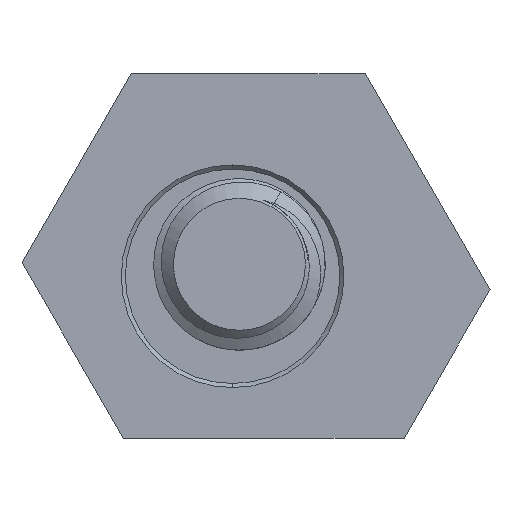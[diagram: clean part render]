
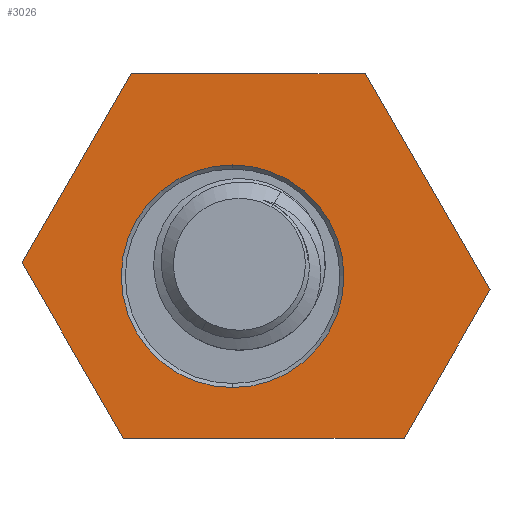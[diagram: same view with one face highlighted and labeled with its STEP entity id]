
A CAD part, front view. The second image highlights one B-rep face of the part: STEP entity #3026.
In plain terms, the highlighted planar face has unit normal (0, -1, 0).
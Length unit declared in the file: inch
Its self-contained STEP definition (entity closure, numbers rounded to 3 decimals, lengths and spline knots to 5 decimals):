
#27 = ORIENTED_EDGE ( 'NONE', *, *, #466, .F. ) ;
#466 = EDGE_CURVE ( 'NONE', #8228, #4796, #5052, .T. ) ;
#490 = VECTOR ( 'NONE', #7564, 39.37008 ) ;
#826 = VECTOR ( 'NONE', #5032, 39.37008 ) ;
#1032 = CARTESIAN_POINT ( 'NONE',  ( -0.61372, 0., 0.03937 ) ) ;
#1081 = VERTEX_POINT ( 'NONE', #5694 ) ;
#1483 = ORIENTED_EDGE ( 'NONE', *, *, #8814, .F. ) ;
#1602 = CARTESIAN_POINT ( 'NONE',  ( 0.38642, 0., 0.59055 ) ) ;
#1668 = DIRECTION ( 'NONE',  ( 0.5, 0., -0.866 ) ) ;
#1695 = LINE ( 'NONE', #3677, #3802 ) ;
#1698 = VERTEX_POINT ( 'NONE', #8840 ) ;
#1749 = DIRECTION ( 'NONE',  ( 0., 0., -1. ) ) ;
#1833 = ORIENTED_EDGE ( 'NONE', *, *, #1959, .F. ) ;
#1836 = EDGE_CURVE ( 'NONE', #5179, #3643, #7471, .T. ) ;
#1854 = CARTESIAN_POINT ( 'NONE',  ( 0.7501, 0., -0.03937 ) ) ;
#1921 = CARTESIAN_POINT ( 'NONE',  ( 0., 0., 0. ) ) ;
#1959 = EDGE_CURVE ( 'NONE', #5718, #8228, #8720, .T. ) ;
#2508 = FACE_OUTER_BOUND ( 'NONE', #6827, .T. ) ;
#2602 = DIRECTION ( 'NONE',  ( -0.5, 0., -0.866 ) ) ;
#2666 = DIRECTION ( 'NONE',  ( 0., 1., 0. ) ) ;
#2828 = CARTESIAN_POINT ( 'NONE',  ( 0., 0., 0.3245 ) ) ;
#2918 = ORIENTED_EDGE ( 'NONE', *, *, #1836, .T. ) ;
#2985 = CARTESIAN_POINT ( 'NONE',  ( -0.29549, 0., 0.59055 ) ) ;
#3026 = ADVANCED_FACE ( 'NONE', ( #4771, #2508 ), #4013, .T. ) ;
#3152 = CARTESIAN_POINT ( 'NONE',  ( -0.29549, 0., 0.59055 ) ) ;
#3202 = CIRCLE ( 'NONE', #8040, 0.3245 ) ;
#3528 = AXIS2_PLACEMENT_3D ( 'NONE', #5351, #5397, #1749 ) ;
#3643 = VERTEX_POINT ( 'NONE', #4513 ) ;
#3677 = CARTESIAN_POINT ( 'NONE',  ( -0.31822, 0., -0.47244 ) ) ;
#3802 = VECTOR ( 'NONE', #5831, 39.37008 ) ;
#3817 = VECTOR ( 'NONE', #2602, 39.37008 ) ;
#3979 = EDGE_CURVE ( 'NONE', #4796, #1081, #8874, .T. ) ;
#3992 = VECTOR ( 'NONE', #1668, 39.37008 ) ;
#4013 = PLANE ( 'NONE',  #3528 ) ;
#4425 = CARTESIAN_POINT ( 'NONE',  ( 0.38642, 0., 0.59055 ) ) ;
#4513 = CARTESIAN_POINT ( 'NONE',  ( 0., 0., -0.3245 ) ) ;
#4745 = DIRECTION ( 'NONE',  ( 0., 0., -1. ) ) ;
#4762 = CARTESIAN_POINT ( 'NONE',  ( -0.31822, 0., -0.47244 ) ) ;
#4771 = FACE_BOUND ( 'NONE', #5660, .T. ) ;
#4796 = VERTEX_POINT ( 'NONE', #1602 ) ;
#4866 = CARTESIAN_POINT ( 'NONE',  ( 0.50007, 0., -0.47244 ) ) ;
#5010 = ORIENTED_EDGE ( 'NONE', *, *, #7632, .F. ) ;
#5032 = DIRECTION ( 'NONE',  ( 0.5, 0., 0.866 ) ) ;
#5052 = LINE ( 'NONE', #4425, #8225 ) ;
#5179 = VERTEX_POINT ( 'NONE', #2828 ) ;
#5351 = CARTESIAN_POINT ( 'NONE',  ( 0., 0., 0. ) ) ;
#5397 = DIRECTION ( 'NONE',  ( 0., -1., 0. ) ) ;
#5623 = DIRECTION ( 'NONE',  ( 0., 1., 0. ) ) ;
#5660 = EDGE_LOOP ( 'NONE', ( #9051, #2918 ) ) ;
#5694 = CARTESIAN_POINT ( 'NONE',  ( 0.7501, 0., -0.03937 ) ) ;
#5718 = VERTEX_POINT ( 'NONE', #6033 ) ;
#5831 = DIRECTION ( 'NONE',  ( -1., 0., 0. ) ) ;
#5932 = ORIENTED_EDGE ( 'NONE', *, *, #3979, .F. ) ;
#6033 = CARTESIAN_POINT ( 'NONE',  ( -0.61372, 0., 0.03937 ) ) ;
#6504 = EDGE_CURVE ( 'NONE', #3643, #5179, #3202, .T. ) ;
#6506 = VERTEX_POINT ( 'NONE', #4762 ) ;
#6554 = AXIS2_PLACEMENT_3D ( 'NONE', #9152, #2666, #4745 ) ;
#6827 = EDGE_LOOP ( 'NONE', ( #1483, #5010, #8575, #5932, #27, #1833 ) ) ;
#7471 = CIRCLE ( 'NONE', #6554, 0.3245 ) ;
#7522 = LINE ( 'NONE', #1032, #490 ) ;
#7564 = DIRECTION ( 'NONE',  ( -0.5, 0., 0.866 ) ) ;
#7632 = EDGE_CURVE ( 'NONE', #1698, #6506, #1695, .T. ) ;
#7942 = DIRECTION ( 'NONE',  ( 1., 0., 0. ) ) ;
#8040 = AXIS2_PLACEMENT_3D ( 'NONE', #1921, #5623, #9167 ) ;
#8225 = VECTOR ( 'NONE', #7942, 39.37008 ) ;
#8228 = VERTEX_POINT ( 'NONE', #3152 ) ;
#8575 = ORIENTED_EDGE ( 'NONE', *, *, #9168, .F. ) ;
#8720 = LINE ( 'NONE', #2985, #826 ) ;
#8814 = EDGE_CURVE ( 'NONE', #6506, #5718, #7522, .T. ) ;
#8840 = CARTESIAN_POINT ( 'NONE',  ( 0.50007, 0., -0.47244 ) ) ;
#8874 = LINE ( 'NONE', #1854, #3992 ) ;
#8999 = LINE ( 'NONE', #4866, #3817 ) ;
#9051 = ORIENTED_EDGE ( 'NONE', *, *, #6504, .T. ) ;
#9152 = CARTESIAN_POINT ( 'NONE',  ( 0., 0., 0. ) ) ;
#9167 = DIRECTION ( 'NONE',  ( 0., 0., -1. ) ) ;
#9168 = EDGE_CURVE ( 'NONE', #1081, #1698, #8999, .T. ) ;
